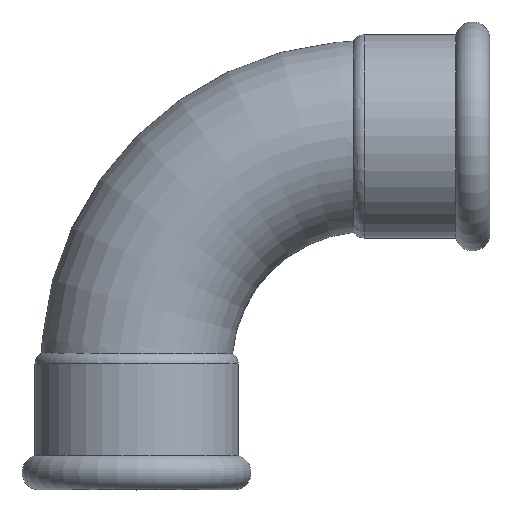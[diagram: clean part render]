
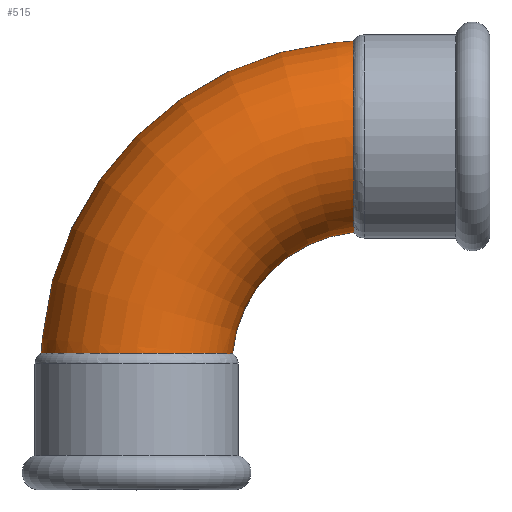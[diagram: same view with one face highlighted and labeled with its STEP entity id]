
A CAD part, top view. The second image highlights one B-rep face of the part: STEP entity #515.
In plain terms, the highlighted toroidal (fillet/blend) face has major radius 65 mm and minor radius 27 mm.
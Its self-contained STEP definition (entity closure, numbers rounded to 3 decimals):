
#20=B_SPLINE_CURVE_WITH_KNOTS('',3,(#958,#959,#960,#961,#962,#963,#964,
#965,#966,#967,#968,#969),.UNSPECIFIED.,.F.,.F.,(4,2,2,2,2,4),(12.785,
13.724,14.78,15.835,16.432,17.029),
 .UNSPECIFIED.);
#21=B_SPLINE_CURVE_WITH_KNOTS('',3,(#971,#972,#973,#974,#975,#976,#977,
#978,#979,#980,#981,#982,#983,#984,#985,#986,#987,#988,#989,#990),
 .UNSPECIFIED.,.F.,.F.,(4,2,2,2,2,2,2,2,2,4),(0.,1.054,2.108,
3.163,4.22,5.277,6.336,7.395,
8.451,8.516),.UNSPECIFIED.);
#22=B_SPLINE_CURVE_WITH_KNOTS('',3,(#991,#992,#993,#994,#995,#996,#997,
#998,#999,#1000,#1001,#1002),.UNSPECIFIED.,.F.,.F.,(4,2,2,2,2,4),(8.516,
9.501,10.552,11.608,12.666,12.785),
 .UNSPECIFIED.);
#26=B_SPLINE_CURVE_WITH_KNOTS('',3,(#1085,#1086,#1087,#1088,#1089,#1090,
#1091,#1092,#1093,#1094,#1095,#1096),.UNSPECIFIED.,.F.,.F.,(4,2,2,2,2,4),
(8.516,9.501,10.552,11.608,12.666,
12.785),.UNSPECIFIED.);
#27=B_SPLINE_CURVE_WITH_KNOTS('',3,(#1098,#1099,#1100,#1101,#1102,#1103,
#1104,#1105,#1106,#1107,#1108,#1109,#1110,#1111,#1112,#1113,#1114,#1115,
#1116,#1117),.UNSPECIFIED.,.F.,.F.,(4,2,2,2,2,2,2,2,2,4),(0.,1.054,
2.108,3.163,4.22,5.277,6.336,
7.395,8.451,8.516),.UNSPECIFIED.);
#28=B_SPLINE_CURVE_WITH_KNOTS('',3,(#1118,#1119,#1120,#1121,#1122,#1123,
#1124,#1125,#1126,#1127,#1128,#1129),.UNSPECIFIED.,.F.,.F.,(4,2,2,2,2,4),
(12.785,13.724,14.78,15.835,16.432,
17.029),.UNSPECIFIED.);
#73=FACE_OUTER_BOUND('',#95,.T.);
#95=EDGE_LOOP('',(#440,#441,#442,#443,#444,#445,#446,#447));
#159=CIRCLE('',#616,38.);
#207=VERTEX_POINT('',#955);
#208=VERTEX_POINT('',#957);
#209=VERTEX_POINT('',#970);
#223=VERTEX_POINT('',#1082);
#224=VERTEX_POINT('',#1084);
#225=VERTEX_POINT('',#1097);
#280=EDGE_CURVE('',#207,#208,#20,.T.);
#281=EDGE_CURVE('',#208,#209,#21,.T.);
#282=EDGE_CURVE('',#209,#207,#22,.T.);
#303=EDGE_CURVE('',#224,#223,#26,.T.);
#304=EDGE_CURVE('',#225,#224,#27,.T.);
#305=EDGE_CURVE('',#223,#225,#28,.T.);
#306=EDGE_CURVE('',#224,#209,#159,.T.);
#440=ORIENTED_EDGE('',*,*,#304,.T.);
#441=ORIENTED_EDGE('',*,*,#306,.T.);
#442=ORIENTED_EDGE('',*,*,#281,.F.);
#443=ORIENTED_EDGE('',*,*,#280,.F.);
#444=ORIENTED_EDGE('',*,*,#282,.F.);
#445=ORIENTED_EDGE('',*,*,#306,.F.);
#446=ORIENTED_EDGE('',*,*,#303,.T.);
#447=ORIENTED_EDGE('',*,*,#305,.T.);
#496=TOROIDAL_SURFACE('',#615,65.,27.);
#515=ADVANCED_FACE('',(#73),#496,.T.);
#615=AXIS2_PLACEMENT_3D('',#1130,#784,#785);
#616=AXIS2_PLACEMENT_3D('',#1131,#786,#787);
#784=DIRECTION('center_axis',(0.,0.,
-1.));
#785=DIRECTION('ref_axis',(-1.,0.,0.));
#786=DIRECTION('center_axis',(0.,0.,
1.));
#787=DIRECTION('ref_axis',(-1.,0.,0.));
#955=CARTESIAN_POINT('',(-100.,-61.369,27.));
#957=CARTESIAN_POINT('',(-126.927,-61.328,0.));
#958=CARTESIAN_POINT('Ctrl Pts',(-100.,-61.369,27.));
#959=CARTESIAN_POINT('Ctrl Pts',(-103.125,-61.362,26.988));
#960=CARTESIAN_POINT('Ctrl Pts',(-106.229,-61.356,26.435));
#961=CARTESIAN_POINT('Ctrl Pts',(-112.479,-61.346,24.156));
#962=CARTESIAN_POINT('Ctrl Pts',(-115.519,-61.342,22.315));
#963=CARTESIAN_POINT('Ctrl Pts',(-120.72,-61.335,17.572));
#964=CARTESIAN_POINT('Ctrl Pts',(-122.831,-61.332,14.718));
#965=CARTESIAN_POINT('Ctrl Pts',(-125.186,-61.33,9.74));
#966=CARTESIAN_POINT('Ctrl Pts',(-125.835,-61.329,7.854));
#967=CARTESIAN_POINT('Ctrl Pts',(-126.707,-61.328,3.972));
#968=CARTESIAN_POINT('Ctrl Pts',(-126.927,-61.328,1.989));
#969=CARTESIAN_POINT('Ctrl Pts',(-126.927,-61.328,0.));
#970=CARTESIAN_POINT('',(-72.836,-61.47,0.));
#971=CARTESIAN_POINT('Ctrl Pts',(-126.927,-61.328,0.));
#972=CARTESIAN_POINT('Ctrl Pts',(-126.927,-61.328,-3.513));
#973=CARTESIAN_POINT('Ctrl Pts',(-126.24,-61.328,-6.993));
#974=CARTESIAN_POINT('Ctrl Pts',(-123.573,-61.331,-13.494));
#975=CARTESIAN_POINT('Ctrl Pts',(-121.616,-61.334,-16.454));
#976=CARTESIAN_POINT('Ctrl Pts',(-116.678,-61.34,-21.459));
#977=CARTESIAN_POINT('Ctrl Pts',(-113.742,-61.344,-23.456));
#978=CARTESIAN_POINT('Ctrl Pts',(-107.267,-61.354,-26.215));
#979=CARTESIAN_POINT('Ctrl Pts',(-103.79,-61.361,-26.949));
#980=CARTESIAN_POINT('Ctrl Pts',(-96.743,-61.376,-27.046));
#981=CARTESIAN_POINT('Ctrl Pts',(-93.241,-61.385,-26.405));
#982=CARTESIAN_POINT('Ctrl Pts',(-86.677,-61.404,-23.816));
#983=CARTESIAN_POINT('Ctrl Pts',(-83.676,-61.415,-21.892));
#984=CARTESIAN_POINT('Ctrl Pts',(-78.585,-61.437,-17.));
#985=CARTESIAN_POINT('Ctrl Pts',(-76.542,-61.448,-14.079));
#986=CARTESIAN_POINT('Ctrl Pts',(-73.702,-61.464,-7.629));
#987=CARTESIAN_POINT('Ctrl Pts',(-72.928,-61.469,-4.163));
#988=CARTESIAN_POINT('Ctrl Pts',(-72.838,-61.47,-0.43));
#989=CARTESIAN_POINT('Ctrl Pts',(-72.836,-61.47,-0.215));
#990=CARTESIAN_POINT('Ctrl Pts',(-72.836,-61.47,0.));
#991=CARTESIAN_POINT('Ctrl Pts',(-72.836,-61.47,0.));
#992=CARTESIAN_POINT('Ctrl Pts',(-72.836,-61.47,3.282));
#993=CARTESIAN_POINT('Ctrl Pts',(-73.436,-61.466,6.537));
#994=CARTESIAN_POINT('Ctrl Pts',(-75.859,-61.452,12.879));
#995=CARTESIAN_POINT('Ctrl Pts',(-77.735,-61.442,15.876));
#996=CARTESIAN_POINT('Ctrl Pts',(-82.536,-61.42,21.001));
#997=CARTESIAN_POINT('Ctrl Pts',(-85.42,-61.409,23.075));
#998=CARTESIAN_POINT('Ctrl Pts',(-91.828,-61.388,26.009));
#999=CARTESIAN_POINT('Ctrl Pts',(-95.292,-61.379,26.837));
#1000=CARTESIAN_POINT('Ctrl Pts',(-99.211,-61.371,26.994));
#1001=CARTESIAN_POINT('Ctrl Pts',(-99.606,-61.37,27.001));
#1002=CARTESIAN_POINT('Ctrl Pts',(-100.,-61.369,27.));
#1082=CARTESIAN_POINT('',(-38.631,0.,27.));
#1084=CARTESIAN_POINT('',(-38.53,-27.164,0.));
#1085=CARTESIAN_POINT('Ctrl Pts',(-38.53,-27.164,0.));
#1086=CARTESIAN_POINT('Ctrl Pts',(-38.53,-27.164,3.282));
#1087=CARTESIAN_POINT('Ctrl Pts',(-38.534,-26.564,6.537));
#1088=CARTESIAN_POINT('Ctrl Pts',(-38.548,-24.141,12.879));
#1089=CARTESIAN_POINT('Ctrl Pts',(-38.558,-22.265,15.876));
#1090=CARTESIAN_POINT('Ctrl Pts',(-38.58,-17.464,21.001));
#1091=CARTESIAN_POINT('Ctrl Pts',(-38.591,-14.58,23.075));
#1092=CARTESIAN_POINT('Ctrl Pts',(-38.612,-8.172,26.009));
#1093=CARTESIAN_POINT('Ctrl Pts',(-38.621,-4.708,26.837));
#1094=CARTESIAN_POINT('Ctrl Pts',(-38.629,-0.789,
26.994));
#1095=CARTESIAN_POINT('Ctrl Pts',(-38.63,-0.394,27.001));
#1096=CARTESIAN_POINT('Ctrl Pts',(-38.631,0.,
27.));
#1097=CARTESIAN_POINT('',(-38.672,26.927,0.));
#1098=CARTESIAN_POINT('Ctrl Pts',(-38.672,26.927,0.));
#1099=CARTESIAN_POINT('Ctrl Pts',(-38.672,26.927,-3.513));
#1100=CARTESIAN_POINT('Ctrl Pts',(-38.672,26.24,-6.993));
#1101=CARTESIAN_POINT('Ctrl Pts',(-38.669,23.573,-13.494));
#1102=CARTESIAN_POINT('Ctrl Pts',(-38.666,21.616,-16.454));
#1103=CARTESIAN_POINT('Ctrl Pts',(-38.66,16.678,-21.459));
#1104=CARTESIAN_POINT('Ctrl Pts',(-38.656,13.742,-23.456));
#1105=CARTESIAN_POINT('Ctrl Pts',(-38.646,7.267,-26.215));
#1106=CARTESIAN_POINT('Ctrl Pts',(-38.639,3.79,-26.949));
#1107=CARTESIAN_POINT('Ctrl Pts',(-38.624,-3.257,-27.046));
#1108=CARTESIAN_POINT('Ctrl Pts',(-38.615,-6.759,-26.405));
#1109=CARTESIAN_POINT('Ctrl Pts',(-38.596,-13.323,-23.816));
#1110=CARTESIAN_POINT('Ctrl Pts',(-38.585,-16.324,-21.892));
#1111=CARTESIAN_POINT('Ctrl Pts',(-38.563,-21.415,-17.));
#1112=CARTESIAN_POINT('Ctrl Pts',(-38.552,-23.458,-14.079));
#1113=CARTESIAN_POINT('Ctrl Pts',(-38.536,-26.298,-7.629));
#1114=CARTESIAN_POINT('Ctrl Pts',(-38.531,-27.072,-4.163));
#1115=CARTESIAN_POINT('Ctrl Pts',(-38.53,-27.162,-0.43));
#1116=CARTESIAN_POINT('Ctrl Pts',(-38.53,-27.164,-0.215));
#1117=CARTESIAN_POINT('Ctrl Pts',(-38.53,-27.164,0.));
#1118=CARTESIAN_POINT('Ctrl Pts',(-38.631,0.,
27.));
#1119=CARTESIAN_POINT('Ctrl Pts',(-38.638,3.125,26.988));
#1120=CARTESIAN_POINT('Ctrl Pts',(-38.644,6.229,26.435));
#1121=CARTESIAN_POINT('Ctrl Pts',(-38.654,12.479,24.156));
#1122=CARTESIAN_POINT('Ctrl Pts',(-38.658,15.519,22.315));
#1123=CARTESIAN_POINT('Ctrl Pts',(-38.665,20.72,17.572));
#1124=CARTESIAN_POINT('Ctrl Pts',(-38.668,22.831,14.718));
#1125=CARTESIAN_POINT('Ctrl Pts',(-38.67,25.186,9.74));
#1126=CARTESIAN_POINT('Ctrl Pts',(-38.671,25.835,7.854));
#1127=CARTESIAN_POINT('Ctrl Pts',(-38.672,26.707,3.972));
#1128=CARTESIAN_POINT('Ctrl Pts',(-38.672,26.927,1.989));
#1129=CARTESIAN_POINT('Ctrl Pts',(-38.672,26.927,0.));
#1130=CARTESIAN_POINT('Origin',(-35.,-65.,0.));
#1131=CARTESIAN_POINT('Origin',(-35.,-65.,0.));
